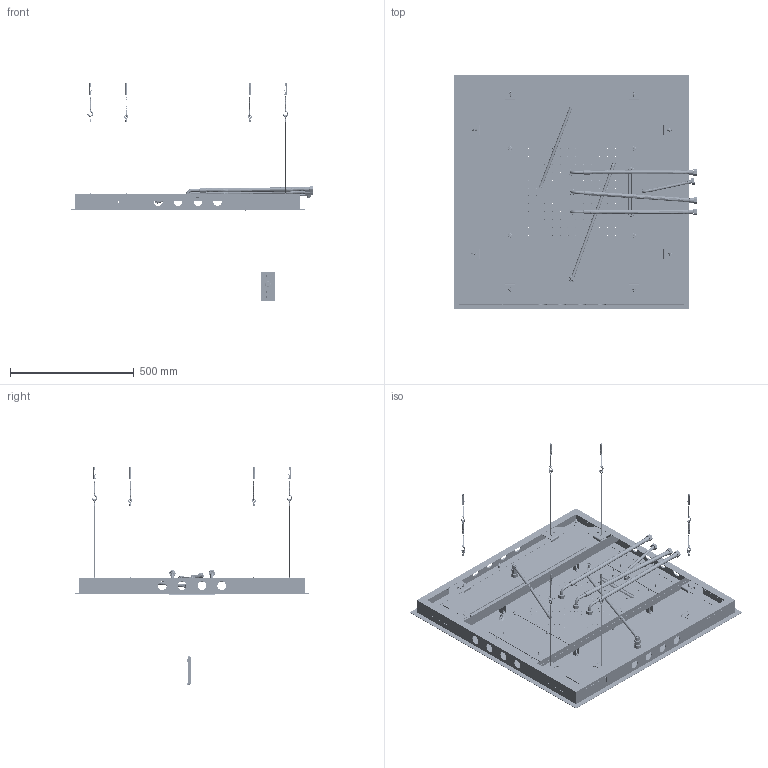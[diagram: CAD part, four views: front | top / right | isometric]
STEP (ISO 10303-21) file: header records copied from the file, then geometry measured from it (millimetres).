
FILE_DESCRIPTION(/* description */ ('Unknown'),/* implementation_level */ '2;1');
FILE_NAME(/* name */ 'M173',/* time_stamp */ '2016-04-27T09:02:09+02:00',/* author */ ('Unknown'),/* organization */ ('Unknown'),/* preprocessor_version */ 'ST-DEVELOPER v16.7',/* originating_system */ 'DEX',/* authorisation */ $);
FILE_SCHEMA (('AUTOMOTIVE_DESIGN {1 0 10303 214 3 1 1}'));
Products named in the file (1): M173
Bounding box: 982.71 x 950 x 884.37 mm (x, y, z)
Surface area: 3676834.1 mm2 (no closed solid volume)
Topology: 0 solids, 305 shells, 2440 faces, 13996 edges, 11570 vertices
Faces by surface type: plane 836, cylinder 835, torus 401, bspline 257, cone 103, sphere 8
Full cylindrical faces by diameter (mm): 1.5 x8, 3 x256, 3.04 x1, 3.3 x1, 4 x16, 4.4 x8, 4.753 x8, 5.5 x7, 5.74 x2, 6 x20, 7 x6, 7.25 x1, 7.8 x10, 8 x9, 9 x14, 9.6 x8, 9.753 x8, 9.8 x12, 9.9 x4, 10 x3, 10.2 x4, 10.5 x14, 12 x31, 12.5 x1, 13 x6, 13.5 x4, 13.7 x4, 13.9 x4, 15.5 x1, 16.6 x32
Entity records: 200331 total; most frequent: CARTESIAN_POINT 100021, DIRECTION 18887, ORIENTED_EDGE 16772, EDGE_CURVE 12692, VERTEX_POINT 11306, AXIS2_PLACEMENT_3D 7081, LINE 4725, VECTOR 4725
